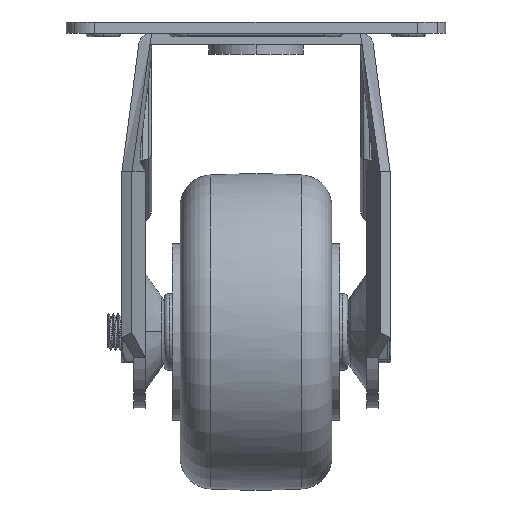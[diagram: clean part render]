
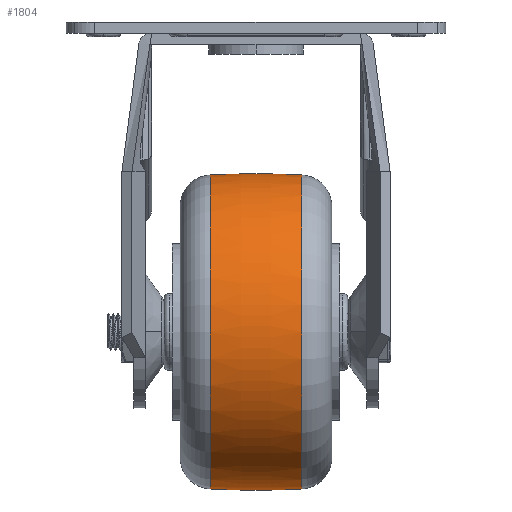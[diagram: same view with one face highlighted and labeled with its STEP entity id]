
A CAD part, left-side view. The second image highlights one B-rep face of the part: STEP entity #1804.
In plain terms, the highlighted toroidal (fillet/blend) face has major radius 119.25 mm and minor radius 144.25 mm.
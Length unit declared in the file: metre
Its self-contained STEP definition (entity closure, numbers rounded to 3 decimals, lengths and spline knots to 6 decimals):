
#1804=ADVANCED_FACE('',(#2711),#2712,.T.);
#2711=FACE_OUTER_BOUND('',#10421,.T.);
#2712=TOROIDAL_SURFACE('',#10422,-0.11925,0.14425);
#10421=EDGE_LOOP('',(#20195,#20196,#20197,#20198));
#10422=AXIS2_PLACEMENT_3D('',#20199,#20200,#20201);
#20195=ORIENTED_EDGE('',*,*,#22910,.T.);
#20196=ORIENTED_EDGE('',*,*,#22918,.F.);
#20197=ORIENTED_EDGE('',*,*,#22912,.T.);
#20198=ORIENTED_EDGE('',*,*,#22916,.T.);
#20199=CARTESIAN_POINT('',(0.,0.,0.));
#20200=DIRECTION('',(0.,-1.0,0.));
#20201=DIRECTION('',(0.0,0.,-1.0));
#22910=EDGE_CURVE('',#24627,#24619,#24628,.T.);
#22912=EDGE_CURVE('',#24622,#24629,#24631,.T.);
#22916=EDGE_CURVE('',#24629,#24627,#24637,.T.);
#22918=EDGE_CURVE('',#24622,#24619,#24639,.T.);
#24619=VERTEX_POINT('',#28490);
#24622=VERTEX_POINT('',#28493);
#24627=VERTEX_POINT('',#28498);
#24628=CIRCLE('',#28499,0.14425);
#24629=VERTEX_POINT('',#28500);
#24631=CIRCLE('',#28502,0.14425);
#24637=CIRCLE('',#28508,0.024818);
#24639=CIRCLE('',#28510,0.024818);
#28490=CARTESIAN_POINT('',(0.,-0.007251,-0.024818));
#28493=CARTESIAN_POINT('',(0.,-0.007251,0.024818));
#28498=CARTESIAN_POINT('',(0.,0.007251,-0.024818));
#28499=AXIS2_PLACEMENT_3D('',#39825,#39826,#39827);
#28500=CARTESIAN_POINT('',(0.,0.007251,0.024818));
#28502=AXIS2_PLACEMENT_3D('',#39831,#39832,#39833);
#28508=AXIS2_PLACEMENT_3D('',#39843,#39844,#39845);
#28510=AXIS2_PLACEMENT_3D('',#39849,#39850,#39851);
#39825=CARTESIAN_POINT('',(0.,0.,0.11925));
#39826=DIRECTION('',(-1.0,0.,0.));
#39827=DIRECTION('',(0.,0.,-1.0));
#39831=CARTESIAN_POINT('',(0.,0.,-0.11925));
#39832=DIRECTION('',(-1.0,0.,0.));
#39833=DIRECTION('',(0.,0.,1.0));
#39843=CARTESIAN_POINT('',(0.,0.007251,0.));
#39844=DIRECTION('',(0.,-1.0,0.));
#39845=DIRECTION('',(0.,0.,1.0));
#39849=CARTESIAN_POINT('',(0.,-0.007251,0.));
#39850=DIRECTION('',(0.,-1.0,0.));
#39851=DIRECTION('',(0.,0.,1.0));
